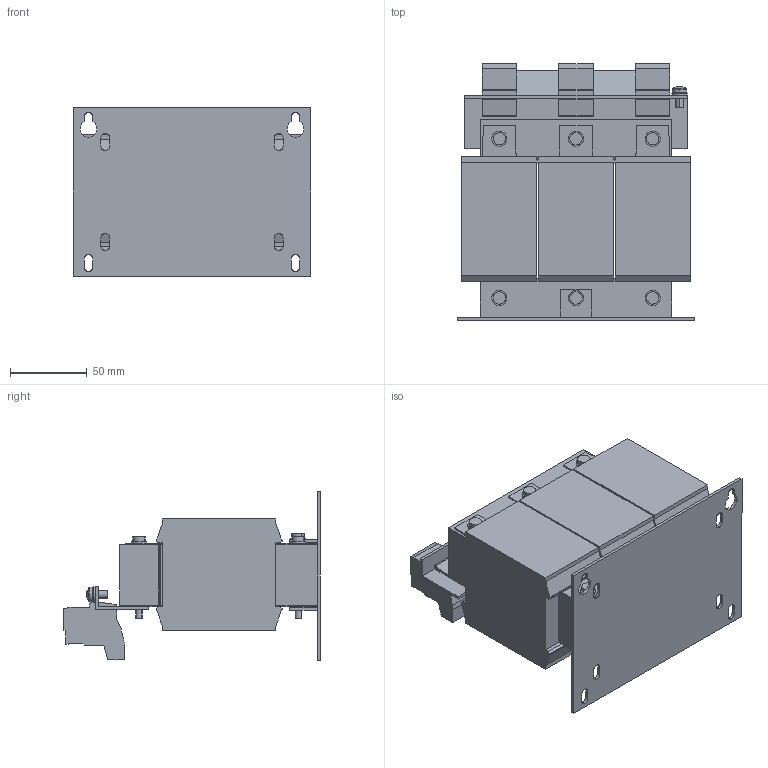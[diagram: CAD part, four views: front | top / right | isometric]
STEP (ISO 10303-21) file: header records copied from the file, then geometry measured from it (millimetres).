
FILE_DESCRIPTION (( 'STEP AP214' ), '1' );
FILE_NAME ('379962.STEP', '2021-09-14T11:06:32', ( '' ), ( '' ), 'SwSTEP 2.0', 'SolidWorks 2018', '' );
FILE_SCHEMA (( 'AUTOMOTIVE_DESIGN' ));
Length unit declared in the file: millimetre
Products named in the file (1): 379962
Bounding box: 155 x 167.42 x 110 mm (x, y, z)
Volume: 1208861.9 mm3; surface area: 159839 mm2
Topology: 1 solids, 1 shells, 760 faces, 2022 edges, 1321 vertices
Faces by surface type: plane 590, cylinder 160, cone 6, torus 2, sphere 2
Entity records: 23488 total; most frequent: CARTESIAN_POINT 4126, ORIENTED_EDGE 4040, DIRECTION 3900, EDGE_CURVE 2020, VECTOR 1646, LINE 1646, VERTEX_POINT 1321, AXIS2_PLACEMENT_3D 1127
